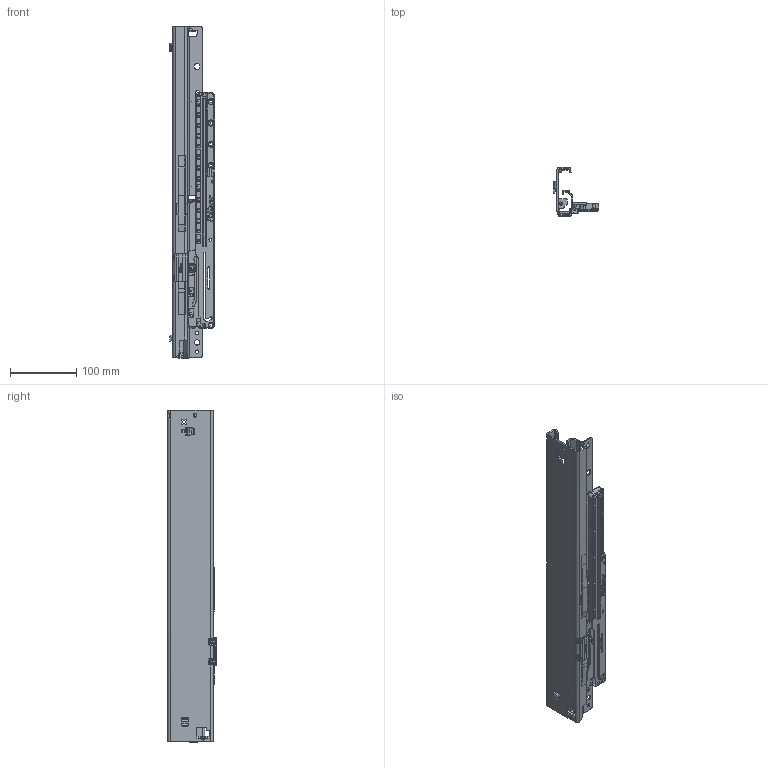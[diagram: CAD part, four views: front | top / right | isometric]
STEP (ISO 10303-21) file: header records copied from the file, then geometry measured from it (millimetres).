
FILE_DESCRIPTION (( 'STEP AP214' ), '1' );
FILE_NAME ('FR_7180_A_SMT.0500mm_20inch_U015_closed_left.STEP', '2022-11-22T12:36:50', ( '' ), ( '' ), 'SwSTEP 2.0', 'SolidWorks 2020', '' );
FILE_SCHEMA (( 'AUTOMOTIVE_DESIGN' ));
Length unit declared in the file: millimetre
Products named in the file (10): SE-093_Hub 100; 7100A.XXX-01.U015_NL  500; 7100A.XXX-03.U015_NL  500 eingefahren; SM-047_ausgefahren 0,8mm; FR_7180_A_SMT.0500mm_20inch_U015_closed_left; MT-011.Softierung; 7100A.XXX-03.A125_NL  500; 7100A.XXX-01.A027_NL  500; MT-011
Assembly tree (9 placements, depth 4):
  FR_7180_A_SMT.0500mm_20inch_U015_closed_left
    7100A.XXX-01.U015_NL  500
      7100A.XXX-01.A027_NL  500
      MT-011
        MT-011
        MT-011.Softierung
    7100A.XXX-03.U015_NL  500 eingefahren
      7100A.XXX-03.A125_NL  500
      SM-047_ausgefahren 0,8mm
        SE-093_Hub 100
Bounding box: 68.18 x 73.76 x 500 mm (x, y, z)
Volume: 237034.9 mm3; surface area: 224035 mm2
Topology: 5 solids, 10 shells, 3936 faces, 10121 edges, 5991 vertices
Faces by surface type: cylinder 1568, plane 1365, torus 447, bspline 305, sphere 184, cone 67
Entity records: 127693 total; most frequent: CARTESIAN_POINT 34296, ORIENTED_EDGE 19820, DIRECTION 19053, EDGE_CURVE 9910, AXIS2_PLACEMENT_3D 6802, VERTEX_POINT 5991, VECTOR 5449, LINE 5449
